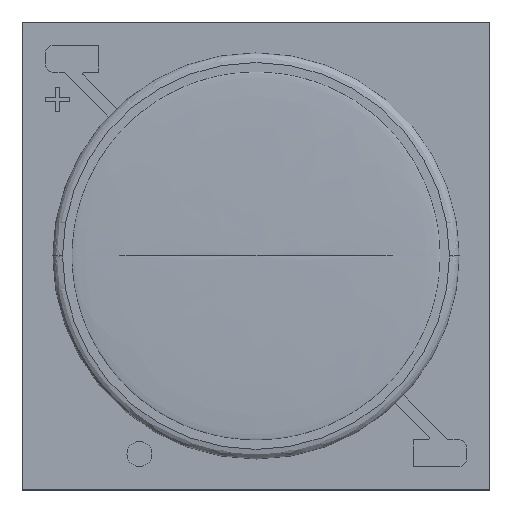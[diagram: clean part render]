
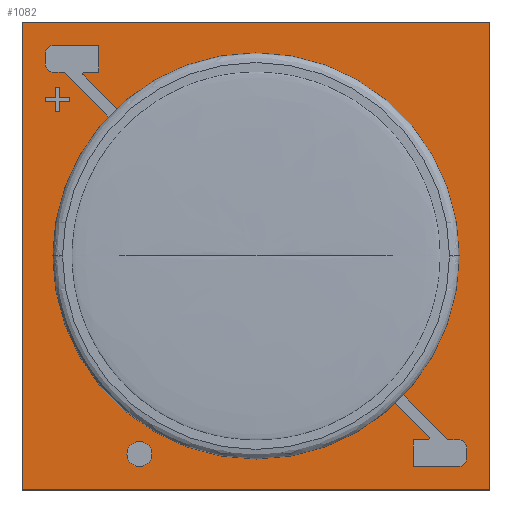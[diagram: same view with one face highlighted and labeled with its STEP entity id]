
A CAD part, top view. The second image highlights one B-rep face of the part: STEP entity #1082.
In plain terms, the highlighted planar face has unit normal (0, 0, 1).
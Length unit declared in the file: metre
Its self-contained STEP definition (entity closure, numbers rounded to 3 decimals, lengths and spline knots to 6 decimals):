
#22 = DIRECTION ( 'NONE',  ( 0., 1., 0. ) ) ;
#37 = DIRECTION ( 'NONE',  ( 1., 0., 0. ) ) ;
#82 = LINE ( 'NONE', #2099, #1235 ) ;
#152 = CARTESIAN_POINT ( 'NONE',  ( 0.014, 0.014, 0.001 ) ) ;
#219 = ORIENTED_EDGE ( 'NONE', *, *, #1268, .T. ) ;
#228 = VERTEX_POINT ( 'NONE', #866 ) ;
#264 = LINE ( 'NONE', #476, #1609 ) ;
#391 = CARTESIAN_POINT ( 'NONE',  ( -0.014, 0.014, 0.001 ) ) ;
#471 = ORIENTED_EDGE ( 'NONE', *, *, #501, .T. ) ;
#476 = CARTESIAN_POINT ( 'NONE',  ( -0.014, 0.014, 0.001 ) ) ;
#501 = EDGE_CURVE ( 'NONE', #973, #1354, #264, .T. ) ;
#559 = DIRECTION ( 'NONE',  ( 0., 0., 1. ) ) ;
#617 = EDGE_CURVE ( 'NONE', #228, #973, #1670, .T. ) ;
#866 = CARTESIAN_POINT ( 'NONE',  ( 0.014, -0.014, 0.001 ) ) ;
#880 = LINE ( 'NONE', #391, #932 ) ;
#932 = VECTOR ( 'NONE', #1058, 1. ) ;
#973 = VERTEX_POINT ( 'NONE', #1603 ) ;
#1058 = DIRECTION ( 'NONE',  ( 0., -1., 0. ) ) ;
#1082 = ADVANCED_FACE ( 'NONE', ( #1522 ), #1867, .T. ) ;
#1091 = DIRECTION ( 'NONE',  ( 1., 0., 0. ) ) ;
#1235 = VECTOR ( 'NONE', #1091, 1. ) ;
#1268 = EDGE_CURVE ( 'NONE', #1409, #228, #82, .T. ) ;
#1328 = DIRECTION ( 'NONE',  ( -1., 0., 0. ) ) ;
#1354 = VERTEX_POINT ( 'NONE', #1642 ) ;
#1400 = ORIENTED_EDGE ( 'NONE', *, *, #617, .T. ) ;
#1409 = VERTEX_POINT ( 'NONE', #2126 ) ;
#1462 = ORIENTED_EDGE ( 'NONE', *, *, #1491, .T. ) ;
#1491 = EDGE_CURVE ( 'NONE', #1354, #1409, #880, .T. ) ;
#1522 = FACE_OUTER_BOUND ( 'NONE', #2050, .T. ) ;
#1603 = CARTESIAN_POINT ( 'NONE',  ( 0.014, 0.014, 0.001 ) ) ;
#1609 = VECTOR ( 'NONE', #1328, 1. ) ;
#1642 = CARTESIAN_POINT ( 'NONE',  ( -0.014, 0.014, 0.001 ) ) ;
#1670 = LINE ( 'NONE', #152, #1996 ) ;
#1867 = PLANE ( 'NONE',  #1877 ) ;
#1877 = AXIS2_PLACEMENT_3D ( 'NONE', #2047, #559, #37 ) ;
#1996 = VECTOR ( 'NONE', #22, 1. ) ;
#2047 = CARTESIAN_POINT ( 'NONE',  ( 0., 0., 0.001 ) ) ;
#2050 = EDGE_LOOP ( 'NONE', ( #1462, #219, #1400, #471 ) ) ;
#2099 = CARTESIAN_POINT ( 'NONE',  ( -0.014, -0.014, 0.001 ) ) ;
#2126 = CARTESIAN_POINT ( 'NONE',  ( -0.014, -0.014, 0.001 ) ) ;
